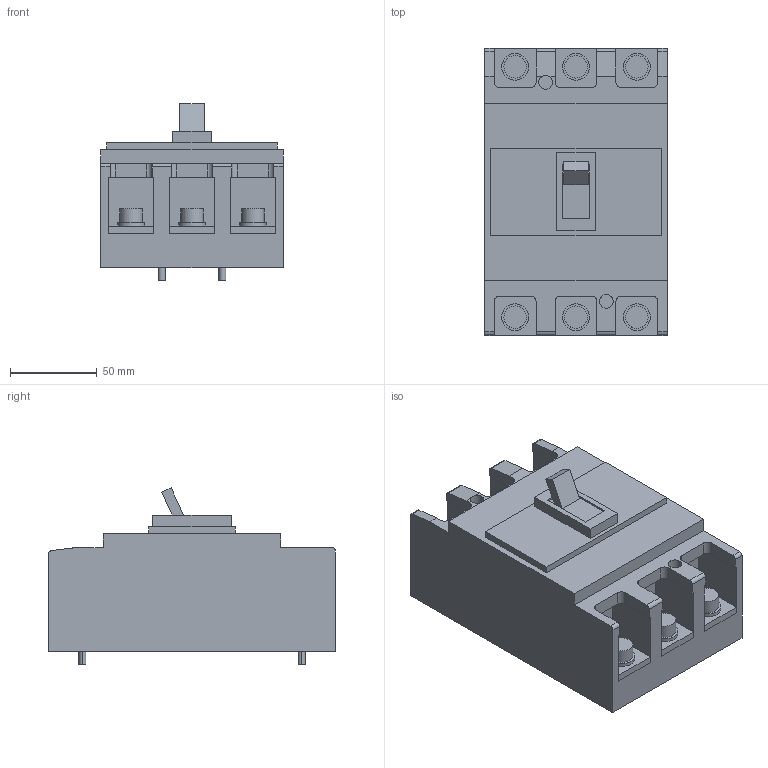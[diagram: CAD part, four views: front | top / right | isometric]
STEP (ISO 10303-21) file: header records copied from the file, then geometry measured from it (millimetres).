
FILE_DESCRIPTION (( 'STEP AP214' ), '1' );
FILE_NAME ('PS250PF3F.STEP', '2023-01-20T09:19:02', ( 'CAD' ), ( '' ), 'SwSTEP 2.0', 'SolidWorks 2015', '' );
FILE_SCHEMA (( 'AUTOMOTIVE_DESIGN' ));
Length unit declared in the file: millimetre
Products named in the file (1): PS250PF3F
Bounding box: 105 x 165 x 101.24 mm (x, y, z)
Volume: 995596.1 mm3; surface area: 114660.4 mm2
Topology: 15 solids, 15 shells, 252 faces, 591 edges, 394 vertices
Faces by surface type: plane 156, cylinder 96
Entity records: 8485 total; most frequent: DIRECTION 1289, CARTESIAN_POINT 1241, ORIENTED_EDGE 1182, EDGE_CURVE 591, AXIS2_PLACEMENT_3D 446, VECTOR 397, LINE 397, VERTEX_POINT 394
